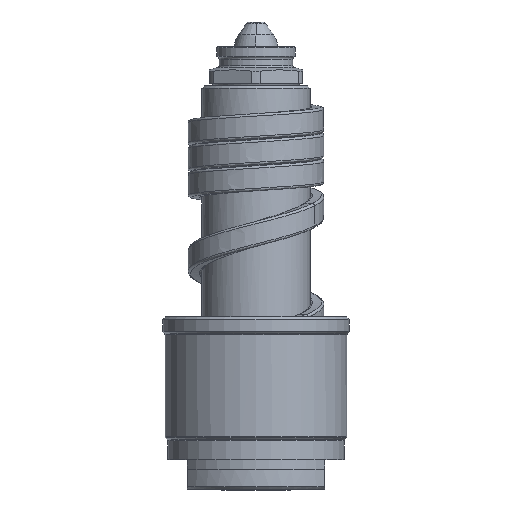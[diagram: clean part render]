
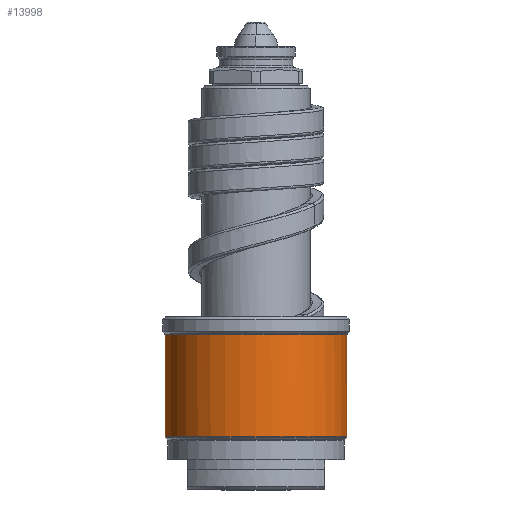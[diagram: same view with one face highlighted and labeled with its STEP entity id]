
A CAD part, front view. The second image highlights one B-rep face of the part: STEP entity #13998.
In plain terms, the highlighted cylindrical face has radius 18.5 mm (diameter 37 mm), a partial arc.
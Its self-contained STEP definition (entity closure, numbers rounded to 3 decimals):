
#3872=DIRECTION('',(0.,0.,-1.));
#3873=VECTOR('',#3872,20.834);
#3874=CARTESIAN_POINT('',(-18.5,0.,31.417));
#3875=LINE('',#3874,#3873);
#3933=CARTESIAN_POINT('',(0.,0.,10.583));
#3934=DIRECTION('',(0.,0.,1.));
#3935=DIRECTION('',(-1.,0.,0.));
#3936=AXIS2_PLACEMENT_3D('',#3933,#3934,#3935);
#5278=DIRECTION('',(0.,0.,-1.));
#5279=VECTOR('',#5278,20.834);
#5280=CARTESIAN_POINT('',(18.5,0.,31.417));
#5281=LINE('',#5280,#5279);
#5282=CARTESIAN_POINT('',(0.,0.,31.417));
#5283=DIRECTION('',(0.,0.,-1.));
#5284=DIRECTION('',(1.,0.,0.));
#5285=AXIS2_PLACEMENT_3D('',#5282,#5283,#5284);
#5287=CARTESIAN_POINT('',(0.,0.,31.417));
#5288=DIRECTION('',(0.,0.,-1.));
#5289=DIRECTION('',(1.,-0.008,0.));
#5290=AXIS2_PLACEMENT_3D('',#5287,#5288,#5289);
#5941=CARTESIAN_POINT('',(18.5,0.,10.583));
#5942=VERTEX_POINT('',#5941);
#5943=CARTESIAN_POINT('',(18.5,0.,31.417));
#5944=VERTEX_POINT('',#5943);
#5947=CARTESIAN_POINT('',(-18.5,0.,31.417));
#5948=VERTEX_POINT('',#5947);
#5949=CARTESIAN_POINT('',(-18.5,0.,10.583));
#5950=VERTEX_POINT('',#5949);
#6302=CARTESIAN_POINT('',(18.499,-0.152,
31.417));
#6303=VERTEX_POINT('',#6302);
#13984=CARTESIAN_POINT('',(0.,0.,8.75));
#13985=DIRECTION('',(0.,0.,1.));
#13986=DIRECTION('',(-1.,0.,0.));
#13987=AXIS2_PLACEMENT_3D('',#13984,#13985,#13986);
#13988=CYLINDRICAL_SURFACE('',#13987,18.5);
#13989=ORIENTED_EDGE('',*,*,#12241,.F.);
#13990=ORIENTED_EDGE('',*,*,#12216,.F.);
#13992=ORIENTED_EDGE('',*,*,#13991,.F.);
#13994=ORIENTED_EDGE('',*,*,#13993,.F.);
#13995=ORIENTED_EDGE('',*,*,#12210,.T.);
#13996=EDGE_LOOP('',(#13989,#13990,#13992,#13994,#13995));
#13997=FACE_OUTER_BOUND('',#13996,.F.);
#3937=CIRCLE('',#3936,18.5);
#5286=CIRCLE('',#5285,18.5);
#5291=CIRCLE('',#5290,18.5);
#12210=EDGE_CURVE('',#5944,#5942,#5281,.T.);
#12216=EDGE_CURVE('',#5948,#5950,#3875,.T.);
#12241=EDGE_CURVE('',#5950,#5942,#3937,.T.);
#13991=EDGE_CURVE('',#6303,#5948,#5291,.T.);
#13993=EDGE_CURVE('',#5944,#6303,#5286,.T.);
#13998=ADVANCED_FACE('',(#13997),#13988,.T.);
